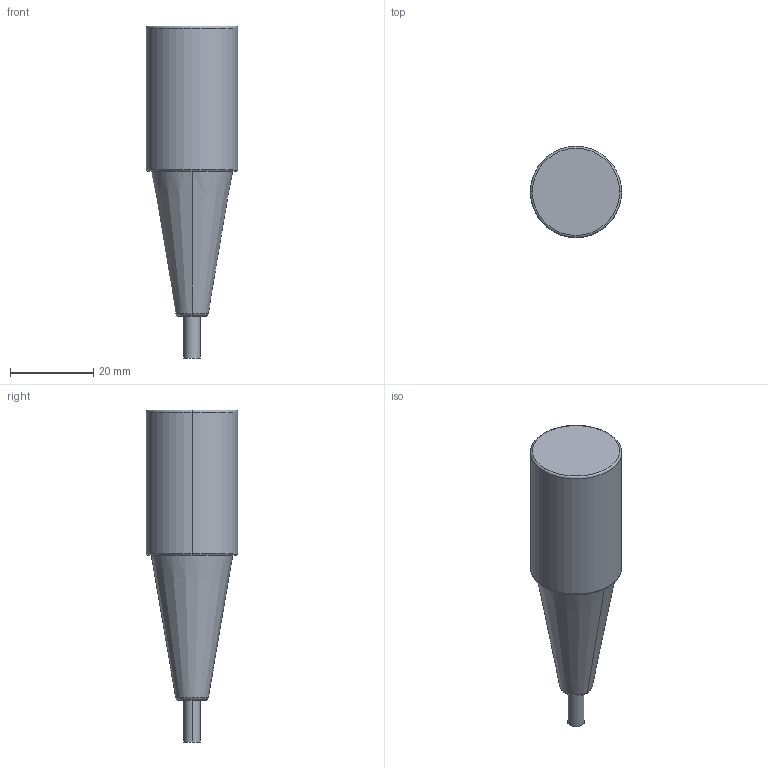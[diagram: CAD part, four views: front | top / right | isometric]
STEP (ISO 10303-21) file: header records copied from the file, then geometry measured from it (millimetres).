
FILE_DESCRIPTION((''),'2;1');
FILE_NAME('22_E000411A','2006-01-03T',('Pepperl+Fuchs'),('Industriehansa'),'PRO/ENGINEER BY PARAMETRIC TECHNOLOGY CORPORATION, 2005290','PRO/ENGINEER BY PARAMETRIC TECHNOLOGY CORPORATION, 2005290','');
FILE_SCHEMA(('AUTOMOTIVE_DESIGN_CC2 { 1 2 10303 214 -1 1 5 2 }'));
Length unit declared in the file: millimetre
Products named in the file (1): 22_E000411A
Bounding box: 22 x 22 x 80 mm (x, y, z)
Volume: 18851.7 mm3; surface area: 4531.2 mm2
Topology: 1 solids, 1 shells, 16 faces, 81 edges, 72 vertices
Faces by surface type: torus 6, plane 4, cylinder 4, cone 2
Entity records: 1161 total; most frequent: DIRECTION 155, CARTESIAN_POINT 116, PRESENTATION_STYLE_ASSIGNMENT 98, STYLED_ITEM 95, CURVE_STYLE 88, ORIENTED_EDGE 60, AXIS2_PLACEMENT_3D 57, TRIMMED_CURVE 51
